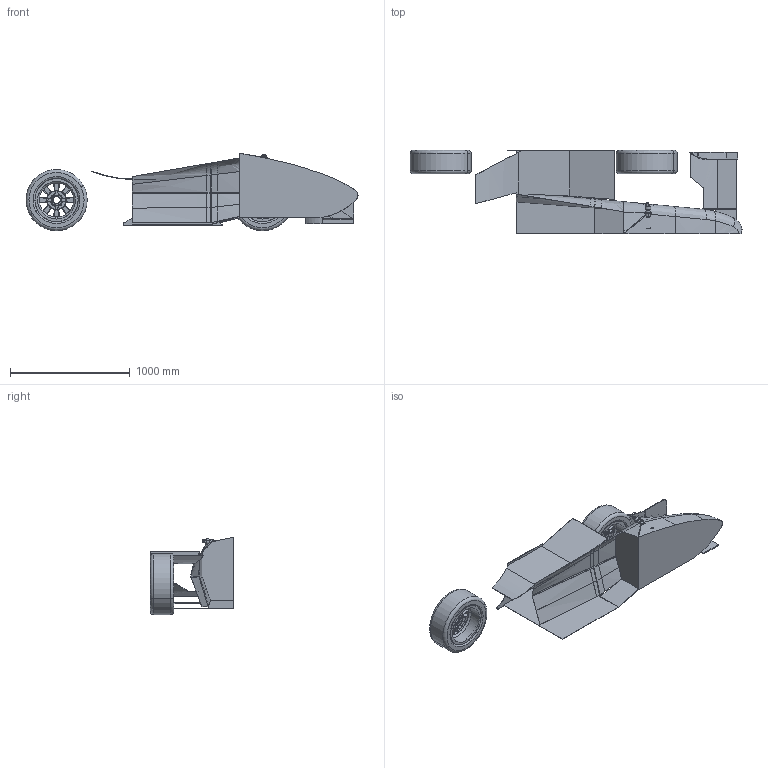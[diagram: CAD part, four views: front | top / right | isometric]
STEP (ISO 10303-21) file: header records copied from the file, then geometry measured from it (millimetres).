
FILE_DESCRIPTION(('CATIA V5 STEP Exchange'),'2;1');
FILE_NAME('2018 radiator analysis.stp','2018-02-14T16:38:59+00:00',('none'),('none'),'CATIA Version 5 Release 17 (IN-10)','CATIA V5 STEP AP203','none');
FILE_SCHEMA(('CONFIG_CONTROL_DESIGN'));
Length unit declared in the file: millimetre
Products named in the file (10): Product1; AssyTsutsui2018; Product9; Symmetry of DamperAssy 155; Symmetry of Spring; Symmetry of PHS 8EC.5; Symmetry of PHS_8ECBody; Symmetry of PHS_8ECBall; damperassy; F-wing
Assembly tree (21 placements, depth 5):
  Product1
    AssyTsutsui2018
      Product9
      #83  x2
      Symmetry of DamperAssy 155
        #13921
        Symmetry of Spring
        Symmetry of PHS 8EC.5
          Symmetry of PHS_8ECBody
          Symmetry of PHS_8ECBall
        damperassy
    #15925
    #17081
    #21668
    F-wing
      #23944
      #24329
      #25001
      #25551
    #25948
    #25971
Bounding box: 2769.99 x 700 x 644.99 mm (x, y, z)
Volume: 104201399.1 mm3; surface area: 9013870.8 mm2
Topology: 12 solids, 14 shells, 963 faces, 2446 edges, 1549 vertices
Faces by surface type: cylinder 340, plane 300, torus 137, bspline 121, cone 57, extrusion 8
Entity records: 26096 total; most frequent: CARTESIAN_POINT 12763, ORIENTED_EDGE 3044, DIRECTION 1928, EDGE_CURVE 1532, VERTEX_POINT 958, AXIS2_PLACEMENT_3D 816, EDGE_LOOP 665, VECTOR 641
